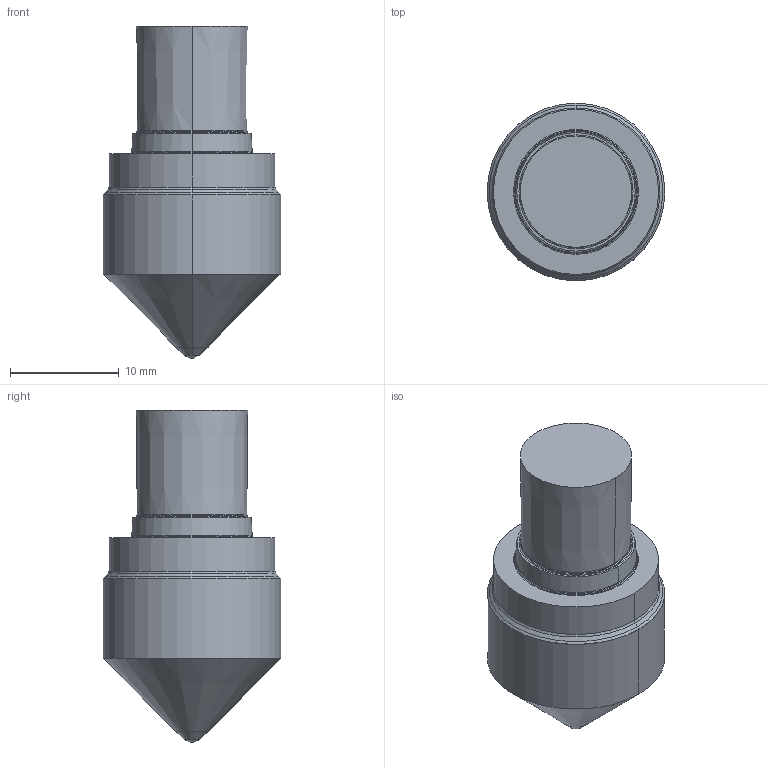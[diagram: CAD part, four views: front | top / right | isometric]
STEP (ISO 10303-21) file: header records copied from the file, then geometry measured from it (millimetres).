
FILE_DESCRIPTION((''),'2;1');
FILE_NAME('45N16015TRRA45','2015-11-24T',('thielmann'),(''),'PRO/ENGINEER BY PARAMETRIC TECHNOLOGY CORPORATION, 2011490','PRO/ENGINEER BY PARAMETRIC TECHNOLOGY CORPORATION, 2011490','');
FILE_SCHEMA(('AUTOMOTIVE_DESIGN { 1 2 10303 214 0 1 1 1 }'));
Length unit declared in the file: millimetre
Products named in the file (3): NOCUT; CUT; 45N16015TRRA45
Assembly tree (2 placements, depth 2):
  45N16015TRRA45
    NOCUT
    CUT
Bounding box: 16.35 x 16.35 x 30.55 mm (x, y, z)
Volume: 3783.4 mm3; surface area: 1839.3 mm2
Topology: 2 solids, 2 shells, 40 faces, 78 edges, 46 vertices
Faces by surface type: cone 26, plane 6, cylinder 6, torus 2
Entity records: 1496 total; most frequent: DIRECTION 230, CARTESIAN_POINT 181, ORIENTED_EDGE 152, AXIS2_PLACEMENT_3D 98, PRESENTATION_STYLE_ASSIGNMENT 85, STYLED_ITEM 85, CURVE_STYLE 83, EDGE_CURVE 76
